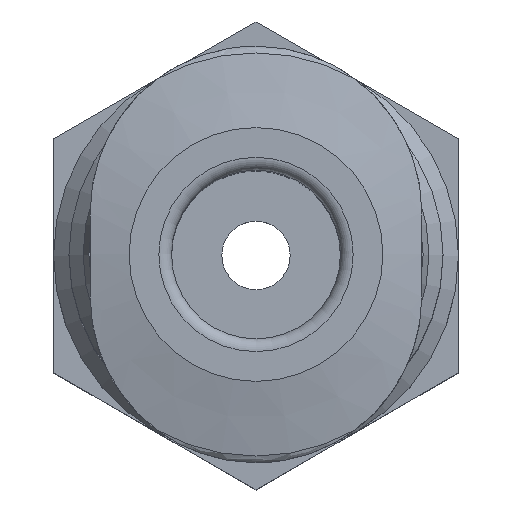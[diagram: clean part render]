
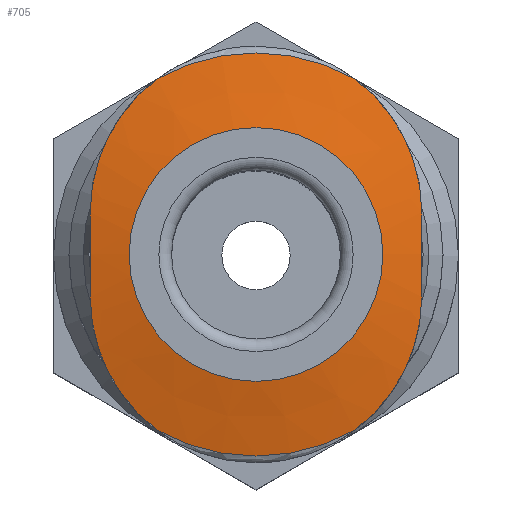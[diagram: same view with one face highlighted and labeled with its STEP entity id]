
A CAD part, top view. The second image highlights one B-rep face of the part: STEP entity #705.
In plain terms, the highlighted conical face has half-angle 78.205 degrees and reference radius 2.985 mm.
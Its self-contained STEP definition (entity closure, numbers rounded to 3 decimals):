
#35=B_SPLINE_CURVE_WITH_KNOTS('',3,(#1214,#1215,#1216,#1217),
 .UNSPECIFIED.,.F.,.F.,(4,4),(0.002,0.004),
 .UNSPECIFIED.);
#36=B_SPLINE_CURVE_WITH_KNOTS('',3,(#1221,#1222,#1223,#1224),
 .UNSPECIFIED.,.F.,.F.,(4,4),(0.,0.004),
 .UNSPECIFIED.);
#39=B_SPLINE_CURVE_WITH_KNOTS('',3,(#1236,#1237,#1238,#1239),
 .UNSPECIFIED.,.F.,.F.,(4,4),(0.,0.004),
 .UNSPECIFIED.);
#40=B_SPLINE_CURVE_WITH_KNOTS('',3,(#1243,#1244,#1245,#1246),
 .UNSPECIFIED.,.F.,.F.,(4,4),(0.002,0.004),
 .UNSPECIFIED.);
#41=B_SPLINE_CURVE_WITH_KNOTS('',3,(#1248,#1249,#1250,#1251),
 .UNSPECIFIED.,.F.,.F.,(4,4),(0.,0.004),
 .UNSPECIFIED.);
#44=B_SPLINE_CURVE_WITH_KNOTS('',3,(#1263,#1264,#1265,#1266),
 .UNSPECIFIED.,.F.,.F.,(4,4),(0.,0.004),
 .UNSPECIFIED.);
#58=CONICAL_SURFACE('',#804,2.985,1.365);
#270=ORIENTED_EDGE('',*,*,#365,.T.);
#271=ORIENTED_EDGE('',*,*,#369,.T.);
#272=ORIENTED_EDGE('',*,*,#372,.F.);
#273=ORIENTED_EDGE('',*,*,#366,.T.);
#274=ORIENTED_EDGE('',*,*,#358,.T.);
#275=ORIENTED_EDGE('',*,*,#363,.T.);
#276=ORIENTED_EDGE('',*,*,#373,.F.);
#277=ORIENTED_EDGE('',*,*,#360,.T.);
#278=ORIENTED_EDGE('',*,*,#370,.T.);
#358=EDGE_CURVE('',#425,#426,#35,.T.);
#360=EDGE_CURVE('',#428,#427,#36,.T.);
#363=EDGE_CURVE('',#426,#430,#39,.T.);
#365=EDGE_CURVE('',#427,#431,#40,.T.);
#366=EDGE_CURVE('',#432,#425,#41,.T.);
#369=EDGE_CURVE('',#431,#434,#44,.T.);
#370=EDGE_CURVE('',#435,#435,#474,.T.);
#372=EDGE_CURVE('',#432,#434,#476,.T.);
#373=EDGE_CURVE('',#428,#430,#477,.T.);
#425=VERTEX_POINT('',#1211);
#426=VERTEX_POINT('',#1213);
#427=VERTEX_POINT('',#1220);
#428=VERTEX_POINT('',#1225);
#430=VERTEX_POINT('',#1235);
#431=VERTEX_POINT('',#1242);
#432=VERTEX_POINT('',#1252);
#434=VERTEX_POINT('',#1262);
#435=VERTEX_POINT('',#1269);
#474=CIRCLE('',#798,2.985);
#476=CIRCLE('',#801,4.741);
#477=CIRCLE('',#803,4.741);
#546=EDGE_LOOP('',(#270,#271,#272,#273,#274,#275,#276,#277));
#547=EDGE_LOOP('',(#278));
#624=FACE_BOUND('',#546,.T.);
#625=FACE_BOUND('',#547,.T.);
#705=ADVANCED_FACE('',(#624,#625),#58,.T.);
#798=AXIS2_PLACEMENT_3D('',#1268,#988,#989);
#801=AXIS2_PLACEMENT_3D('',#1273,#994,#995);
#803=AXIS2_PLACEMENT_3D('',#1275,#998,#999);
#804=AXIS2_PLACEMENT_3D('',#1276,#1000,#1001);
#988=DIRECTION('',(0.,0.,-1.));
#989=DIRECTION('',(-1.,0.,0.));
#994=DIRECTION('',(0.,0.,-1.));
#995=DIRECTION('',(-1.,0.,0.));
#998=DIRECTION('',(0.,0.,-1.));
#999=DIRECTION('',(-1.,0.,0.));
#1000=DIRECTION('',(0.,0.,-1.));
#1001=DIRECTION('',(-1.,0.,0.));
#1211=CARTESIAN_POINT('',(-3.9,1.,28.782));
#1213=CARTESIAN_POINT('',(-3.9,-1.,28.782));
#1214=CARTESIAN_POINT('',(-3.9,1.,28.782));
#1215=CARTESIAN_POINT('',(-3.9,0.334,28.817));
#1216=CARTESIAN_POINT('',(-3.9,-0.333,28.817));
#1217=CARTESIAN_POINT('',(-3.9,-1.,28.782));
#1220=CARTESIAN_POINT('',(3.9,-1.,28.782));
#1221=CARTESIAN_POINT('',(2.323,-4.133,28.633));
#1222=CARTESIAN_POINT('',(3.305,-3.405,28.665));
#1223=CARTESIAN_POINT('',(3.9,-2.222,28.719));
#1224=CARTESIAN_POINT('',(3.9,-1.,28.782));
#1225=CARTESIAN_POINT('',(2.323,-4.133,28.633));
#1235=CARTESIAN_POINT('',(-2.323,-4.133,28.633));
#1236=CARTESIAN_POINT('',(-3.9,-1.,28.782));
#1237=CARTESIAN_POINT('',(-3.9,-2.222,28.719));
#1238=CARTESIAN_POINT('',(-3.305,-3.404,28.665));
#1239=CARTESIAN_POINT('',(-2.323,-4.133,28.633));
#1242=CARTESIAN_POINT('',(3.9,1.,28.782));
#1243=CARTESIAN_POINT('',(3.9,-1.,28.782));
#1244=CARTESIAN_POINT('',(3.9,-0.334,28.817));
#1245=CARTESIAN_POINT('',(3.9,0.333,28.817));
#1246=CARTESIAN_POINT('',(3.9,1.,28.782));
#1248=CARTESIAN_POINT('',(-2.323,4.133,28.633));
#1249=CARTESIAN_POINT('',(-3.305,3.405,28.665));
#1250=CARTESIAN_POINT('',(-3.9,2.222,28.719));
#1251=CARTESIAN_POINT('',(-3.9,1.,28.782));
#1252=CARTESIAN_POINT('',(-2.323,4.133,28.633));
#1262=CARTESIAN_POINT('',(2.323,4.133,28.633));
#1263=CARTESIAN_POINT('',(3.9,1.,28.782));
#1264=CARTESIAN_POINT('',(3.9,2.222,28.719));
#1265=CARTESIAN_POINT('',(3.305,3.404,28.665));
#1266=CARTESIAN_POINT('',(2.323,4.133,28.633));
#1268=CARTESIAN_POINT('',(0.,0.,29.));
#1269=CARTESIAN_POINT('',(-2.985,0.,29.));
#1273=CARTESIAN_POINT('',(0.,0.,28.633));
#1275=CARTESIAN_POINT('',(0.,0.,28.633));
#1276=CARTESIAN_POINT('',(0.,0.,29.));
